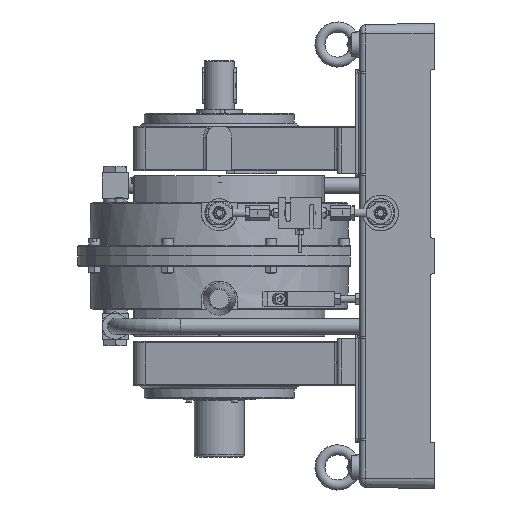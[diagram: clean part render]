
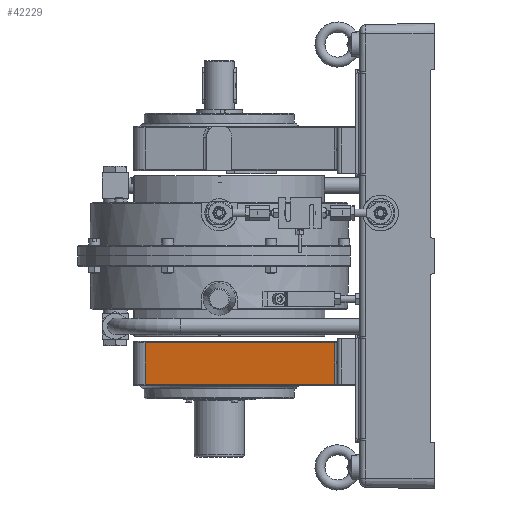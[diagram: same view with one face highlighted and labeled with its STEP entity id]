
A CAD part, left-side view. The second image highlights one B-rep face of the part: STEP entity #42229.
In plain terms, the highlighted planar face has unit normal (-0.985, 0.174, 0).
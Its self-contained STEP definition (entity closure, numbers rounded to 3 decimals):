
#1476 = DIRECTION ( 'NONE',  ( 0.174, 0.985, 0. ) ) ;
#7455 = DIRECTION ( 'NONE',  ( -0.174, -0.985, 0. ) ) ;
#7982 = VERTEX_POINT ( 'NONE', #87285 ) ;
#8334 = VECTOR ( 'NONE', #7455, 1000. ) ;
#11852 = CARTESIAN_POINT ( 'NONE',  ( -100.914, 103.473, -255. ) ) ;
#13663 = CARTESIAN_POINT ( 'NONE',  ( -100.914, 103.473, -255. ) ) ;
#17325 = DIRECTION ( 'NONE',  ( 0., 0., 1. ) ) ;
#23222 = VECTOR ( 'NONE', #41358, 1000. ) ;
#24712 = CARTESIAN_POINT ( 'NONE',  ( -147.525, -160.868, -255. ) ) ;
#29209 = VERTEX_POINT ( 'NONE', #41512 ) ;
#31742 = LINE ( 'NONE', #89265, #68444 ) ;
#38024 = AXIS2_PLACEMENT_3D ( 'NONE', #13663, #87012, #43149 ) ;
#39651 = EDGE_CURVE ( 'NONE', #7982, #47745, #31742, .T. ) ;
#41358 = DIRECTION ( 'NONE',  ( 0., 0., 1. ) ) ;
#41512 = CARTESIAN_POINT ( 'NONE',  ( -147.525, -160.868, -249. ) ) ;
#42229 = ADVANCED_FACE ( 'NONE', ( #90952 ), #79658, .F. ) ;
#43149 = DIRECTION ( 'NONE',  ( -0.174, -0.985, 0. ) ) ;
#47745 = VERTEX_POINT ( 'NONE', #82164 ) ;
#50469 = ORIENTED_EDGE ( 'NONE', *, *, #67451, .T. ) ;
#54705 = ORIENTED_EDGE ( 'NONE', *, *, #61604, .T. ) ;
#55358 = EDGE_CURVE ( 'NONE', #78529, #47745, #62182, .T. ) ;
#57677 = ORIENTED_EDGE ( 'NONE', *, *, #39651, .T. ) ;
#57935 = LINE ( 'NONE', #24712, #94570 ) ;
#60319 = EDGE_LOOP ( 'NONE', ( #69516, #54705, #50469, #57677 ) ) ;
#61248 = CARTESIAN_POINT ( 'NONE',  ( -100.914, 103.473, -249. ) ) ;
#61604 = EDGE_CURVE ( 'NONE', #78529, #29209, #86310, .T. ) ;
#62182 = LINE ( 'NONE', #11852, #23222 ) ;
#67451 = EDGE_CURVE ( 'NONE', #29209, #7982, #57935, .T. ) ;
#68444 = VECTOR ( 'NONE', #1476, 1000. ) ;
#69516 = ORIENTED_EDGE ( 'NONE', *, *, #55358, .F. ) ;
#78529 = VERTEX_POINT ( 'NONE', #61248 ) ;
#79658 = PLANE ( 'NONE',  #38024 ) ;
#80537 = CARTESIAN_POINT ( 'NONE',  ( -147.525, -160.868, -249. ) ) ;
#82164 = CARTESIAN_POINT ( 'NONE',  ( -100.914, 103.473, -191. ) ) ;
#86310 = LINE ( 'NONE', #80537, #8334 ) ;
#87012 = DIRECTION ( 'NONE',  ( 0.985, -0.174, 0. ) ) ;
#87285 = CARTESIAN_POINT ( 'NONE',  ( -147.525, -160.868, -191. ) ) ;
#89265 = CARTESIAN_POINT ( 'NONE',  ( -100.914, 103.473, -191. ) ) ;
#90952 = FACE_OUTER_BOUND ( 'NONE', #60319, .T. ) ;
#94570 = VECTOR ( 'NONE', #17325, 1000. ) ;
